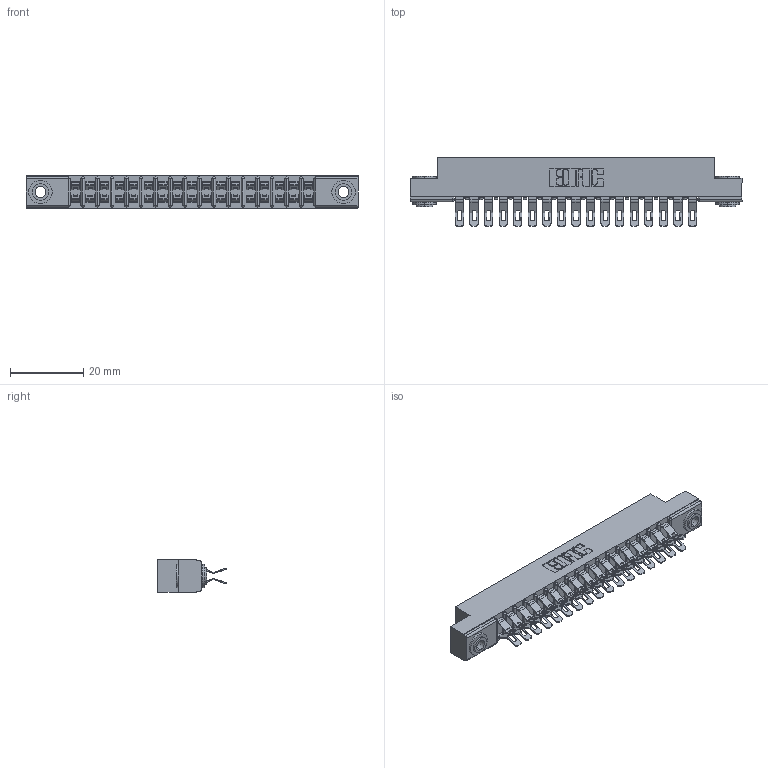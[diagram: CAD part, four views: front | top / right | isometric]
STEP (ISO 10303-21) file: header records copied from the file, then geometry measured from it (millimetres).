
FILE_DESCRIPTION (( 'STEP AP203' ), '1' );
FILE_NAME ('307-034-455-203.STEP', '2020-09-29T16:06:27', ( '' ), ( '' ), 'SwSTEP 2.0', 'SolidWorks 2020', '' );
FILE_SCHEMA (( 'CONFIG_CONTROL_DESIGN' ));
Length unit declared in the file: inch
Products named in the file (4): 307-290-001_555; 307-034-455-203; 307 Part_.156 Dia Mounting Holes; 345-250-002_345-250-002-102
Assembly tree (37 placements, depth 2):
  307-034-455-203
    307 Part_.156 Dia Mounting Holes
    307-290-001_555  x34
    345-250-002_345-250-002-102  x2
Bounding box: 90.37 x 18.75 x 8.71 mm (x, y, z)
Volume: 6014.5 mm3; surface area: 11169.2 mm2
Topology: 37 solids, 37 shells, 2262 faces, 6589 edges, 4294 vertices
Faces by surface type: plane 1250, cylinder 968, sphere 36, cone 8
Entity records: 19802 total; most frequent: CARTESIAN_POINT 3234, DIRECTION 3200, ORIENTED_EDGE 3196, EDGE_CURVE 1598, VECTOR 1196, LINE 1196, VERTEX_POINT 1036, AXIS2_PLACEMENT_3D 1002
